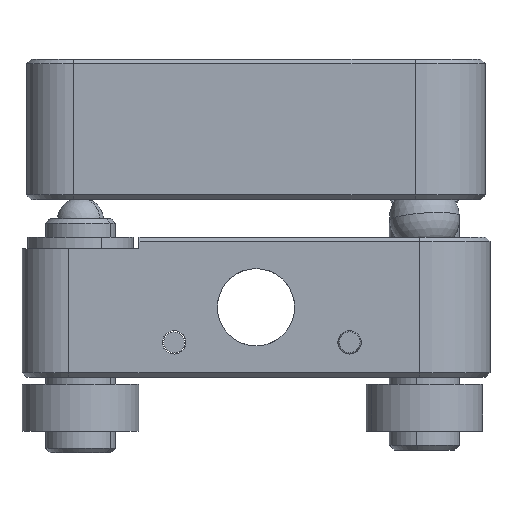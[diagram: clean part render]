
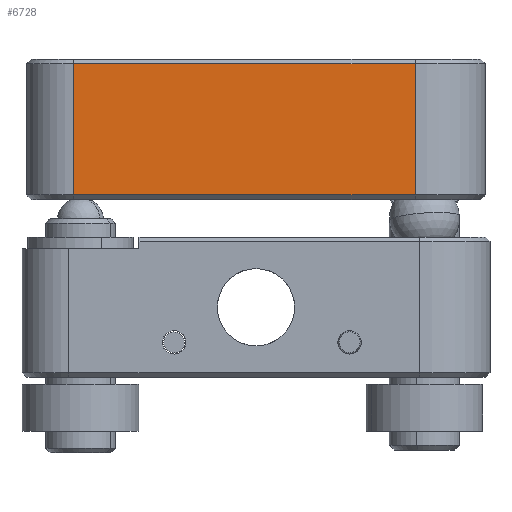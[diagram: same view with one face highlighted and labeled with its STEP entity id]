
A CAD part, front view. The second image highlights one B-rep face of the part: STEP entity #6728.
In plain terms, the highlighted planar face has unit normal (0, -1, 0).
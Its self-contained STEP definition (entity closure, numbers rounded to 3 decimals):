
#249 = DIRECTION ( 'NONE',  ( 1., 0., 0. ) ) ;
#742 = EDGE_CURVE ( 'NONE', #4856, #3453, #10081, .T. ) ;
#2022 = EDGE_LOOP ( 'NONE', ( #5453, #3389, #13652, #12418 ) ) ;
#2074 = EDGE_CURVE ( 'NONE', #3453, #13856, #7874, .T. ) ;
#2199 = CARTESIAN_POINT ( 'NONE',  ( -7.8, -9.8, -2.6 ) ) ;
#2552 = CARTESIAN_POINT ( 'NONE',  ( 6.8, -9.8, -2.6 ) ) ;
#3324 = VERTEX_POINT ( 'NONE', #2552 ) ;
#3389 = ORIENTED_EDGE ( 'NONE', *, *, #7107, .T. ) ;
#3453 = VERTEX_POINT ( 'NONE', #8381 ) ;
#4221 = EDGE_CURVE ( 'NONE', #13856, #3324, #10446, .T. ) ;
#4750 = CARTESIAN_POINT ( 'NONE',  ( -7.8, -9.8, -8.4 ) ) ;
#4856 = VERTEX_POINT ( 'NONE', #2199 ) ;
#5453 = ORIENTED_EDGE ( 'NONE', *, *, #4221, .T. ) ;
#6319 = DIRECTION ( 'NONE',  ( 0., 1., 0. ) ) ;
#6356 = VECTOR ( 'NONE', #8050, 1000. ) ;
#6380 = CARTESIAN_POINT ( 'NONE',  ( 9.8, -9.8, -8.4 ) ) ;
#6485 = VECTOR ( 'NONE', #8454, 1000. ) ;
#6728 = ADVANCED_FACE ( 'NONE', ( #8466 ), #11632, .F. ) ;
#7107 = EDGE_CURVE ( 'NONE', #3324, #4856, #11689, .T. ) ;
#7166 = VECTOR ( 'NONE', #9021, 1000. ) ;
#7251 = CARTESIAN_POINT ( 'NONE',  ( 6.8, -9.8, -8.2 ) ) ;
#7343 = DIRECTION ( 'NONE',  ( 0., 0., -1. ) ) ;
#7874 = LINE ( 'NONE', #9062, #12209 ) ;
#8050 = DIRECTION ( 'NONE',  ( 0., 0., 1. ) ) ;
#8381 = CARTESIAN_POINT ( 'NONE',  ( -7.8, -9.8, -8.2 ) ) ;
#8390 = CARTESIAN_POINT ( 'NONE',  ( 9.8, -9.8, -2.6 ) ) ;
#8454 = DIRECTION ( 'NONE',  ( -1., 0., 0. ) ) ;
#8466 = FACE_OUTER_BOUND ( 'NONE', #2022, .T. ) ;
#9021 = DIRECTION ( 'NONE',  ( 0., 0., -1. ) ) ;
#9062 = CARTESIAN_POINT ( 'NONE',  ( 6.8, -9.8, -8.2 ) ) ;
#9103 = CARTESIAN_POINT ( 'NONE',  ( 6.8, -9.8, -8.4 ) ) ;
#10081 = LINE ( 'NONE', #4750, #7166 ) ;
#10438 = AXIS2_PLACEMENT_3D ( 'NONE', #6380, #6319, #7343 ) ;
#10446 = LINE ( 'NONE', #9103, #6356 ) ;
#11632 = PLANE ( 'NONE',  #10438 ) ;
#11689 = LINE ( 'NONE', #8390, #6485 ) ;
#12209 = VECTOR ( 'NONE', #249, 1000. ) ;
#12418 = ORIENTED_EDGE ( 'NONE', *, *, #2074, .T. ) ;
#13652 = ORIENTED_EDGE ( 'NONE', *, *, #742, .T. ) ;
#13856 = VERTEX_POINT ( 'NONE', #7251 ) ;
